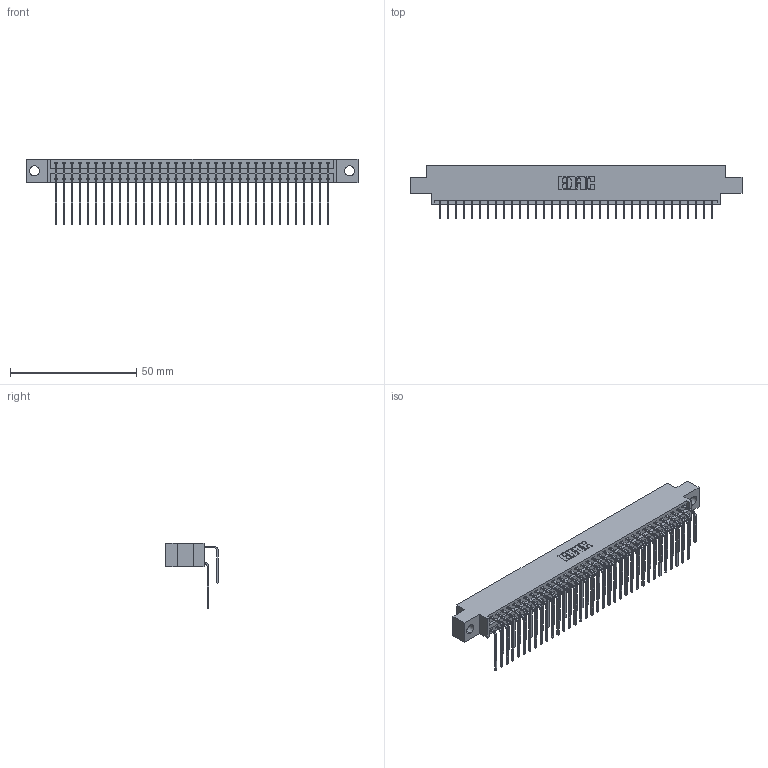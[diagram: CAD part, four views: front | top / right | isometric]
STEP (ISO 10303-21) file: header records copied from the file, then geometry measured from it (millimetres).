
FILE_DESCRIPTION (( 'STEP AP203' ), '1' );
FILE_NAME ('396-070-559-804.STEP', '2018-09-09T09:14:04', ( '' ), ( '' ), 'SwSTEP 2.0', 'SolidWorks 2016', '' );
FILE_SCHEMA (( 'CONFIG_CONTROL_DESIGN' ));
Length unit declared in the file: inch
Products named in the file (4): 346 Part_0.170 Offset - 0.156 Dia-TH; 345-292-001_558 559 Tail - 1; 345-292-001_559 Tail - 2; 396-070-559-804
Assembly tree (71 placements, depth 2):
  396-070-559-804
    346 Part_0.170 Offset - 0.156 Dia-TH
    345-292-001_558 559 Tail - 1  x35
    345-292-001_559 Tail - 2  x35
Bounding box: 131.7 x 20.89 x 26.16 mm (x, y, z)
Volume: 12949.3 mm3; surface area: 19619.8 mm2
Topology: 71 solids, 71 shells, 3906 faces, 11611 edges, 7646 vertices
Faces by surface type: plane 2670, cylinder 1236
Entity records: 25703 total; most frequent: CARTESIAN_POINT 4299, ORIENTED_EDGE 4182, DIRECTION 3811, EDGE_CURVE 2091, VECTOR 1779, LINE 1779, VERTEX_POINT 1390, AXIS2_PLACEMENT_3D 1016
